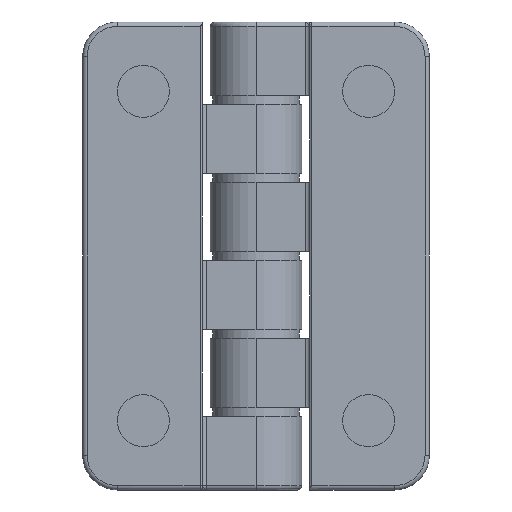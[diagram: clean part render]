
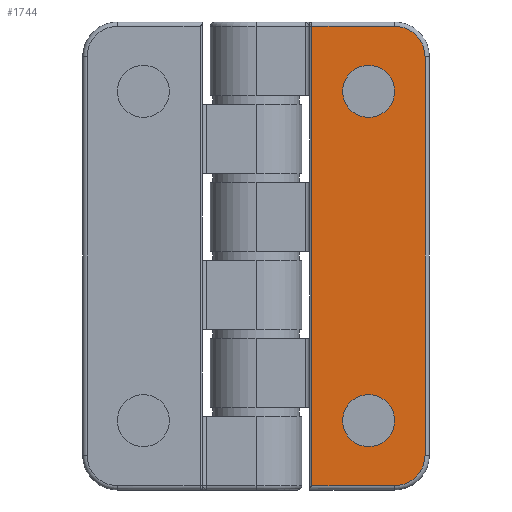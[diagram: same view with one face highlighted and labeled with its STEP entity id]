
A CAD part, front view. The second image highlights one B-rep face of the part: STEP entity #1744.
In plain terms, the highlighted planar face has unit normal (0, -1, 0).
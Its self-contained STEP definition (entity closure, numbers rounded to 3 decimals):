
#57=LINE('',#2739,#163);
#64=LINE('',#2867,#170);
#65=LINE('',#2871,#171);
#66=LINE('',#2874,#172);
#163=VECTOR('',#2143,53.);
#170=VECTOR('',#2166,9.558);
#171=VECTOR('',#2169,46.);
#172=VECTOR('',#2172,9.558);
#283=PLANE('',#1887);
#334=FACE_BOUND('',#513,.T.);
#335=FACE_BOUND('',#514,.T.);
#388=FACE_OUTER_BOUND('',#512,.T.);
#512=EDGE_LOOP('',(#1230,#1231,#1232,#1233,#1234,#1235));
#513=EDGE_LOOP('',(#1236));
#514=EDGE_LOOP('',(#1237));
#672=CIRCLE('',#1873,3.);
#674=CIRCLE('',#1877,3.);
#682=CIRCLE('',#1888,3.5);
#683=CIRCLE('',#1889,3.5);
#796=VERTEX_POINT('',#2718);
#798=VERTEX_POINT('',#2724);
#800=VERTEX_POINT('',#2729);
#801=VERTEX_POINT('',#2738);
#816=VERTEX_POINT('',#2866);
#817=VERTEX_POINT('',#2868);
#818=VERTEX_POINT('',#2870);
#819=VERTEX_POINT('',#2872);
#962=EDGE_CURVE('',#796,#796,#672,.T.);
#964=EDGE_CURVE('',#798,#798,#674,.T.);
#966=EDGE_CURVE('',#800,#801,#57,.T.);
#984=EDGE_CURVE('',#816,#800,#64,.T.);
#985=EDGE_CURVE('',#817,#816,#682,.T.);
#986=EDGE_CURVE('',#818,#817,#65,.T.);
#987=EDGE_CURVE('',#819,#818,#683,.T.);
#988=EDGE_CURVE('',#801,#819,#66,.T.);
#1230=ORIENTED_EDGE('',*,*,#966,.F.);
#1231=ORIENTED_EDGE('',*,*,#984,.F.);
#1232=ORIENTED_EDGE('',*,*,#985,.F.);
#1233=ORIENTED_EDGE('',*,*,#986,.F.);
#1234=ORIENTED_EDGE('',*,*,#987,.F.);
#1235=ORIENTED_EDGE('',*,*,#988,.F.);
#1236=ORIENTED_EDGE('',*,*,#962,.T.);
#1237=ORIENTED_EDGE('',*,*,#964,.T.);
#1744=ADVANCED_FACE('',(#388,#334,#335),#283,.T.);
#1873=AXIS2_PLACEMENT_3D('',#2719,#2129,#2130);
#1877=AXIS2_PLACEMENT_3D('',#2725,#2137,#2138);
#1887=AXIS2_PLACEMENT_3D('',#2865,#2164,#2165);
#1888=AXIS2_PLACEMENT_3D('',#2869,#2167,#2168);
#1889=AXIS2_PLACEMENT_3D('',#2873,#2170,#2171);
#2129=DIRECTION('center_axis',(0.,1.,0.));
#2130=DIRECTION('ref_axis',(-1.,0.,0.));
#2137=DIRECTION('center_axis',(0.,1.,0.));
#2138=DIRECTION('ref_axis',(-1.,0.,0.));
#2143=DIRECTION('',(0.,0.,1.));
#2164=DIRECTION('center_axis',(0.,-1.,0.));
#2165=DIRECTION('ref_axis',(1.,0.,0.));
#2166=DIRECTION('',(-1.,0.,0.));
#2167=DIRECTION('center_axis',(0.,1.,0.));
#2168=DIRECTION('ref_axis',(0.707,0.,-0.707));
#2169=DIRECTION('',(0.,0.,-1.));
#2170=DIRECTION('center_axis',(0.,1.,0.));
#2171=DIRECTION('ref_axis',(0.707,0.,0.707));
#2172=DIRECTION('',(1.,0.,0.));
#2718=CARTESIAN_POINT('',(16.,0.,19.));
#2719=CARTESIAN_POINT('Origin',(13.,0.,19.));
#2724=CARTESIAN_POINT('',(16.,0.,-19.));
#2725=CARTESIAN_POINT('Origin',(13.,0.,-19.));
#2729=CARTESIAN_POINT('',(6.442,0.,-26.5));
#2738=CARTESIAN_POINT('',(6.442,0.,26.5));
#2739=CARTESIAN_POINT('',(6.442,0.,0.));
#2865=CARTESIAN_POINT('Origin',(6.2,0.,0.));
#2866=CARTESIAN_POINT('',(16.,0.,-26.5));
#2867=CARTESIAN_POINT('',(8.1,0.,-26.5));
#2868=CARTESIAN_POINT('',(19.5,0.,-23.));
#2869=CARTESIAN_POINT('Origin',(16.,0.,-23.));
#2870=CARTESIAN_POINT('',(19.5,0.,23.));
#2871=CARTESIAN_POINT('',(19.5,0.,0.));
#2872=CARTESIAN_POINT('',(16.,0.,26.5));
#2873=CARTESIAN_POINT('Origin',(16.,0.,23.));
#2874=CARTESIAN_POINT('',(8.1,0.,26.5));
